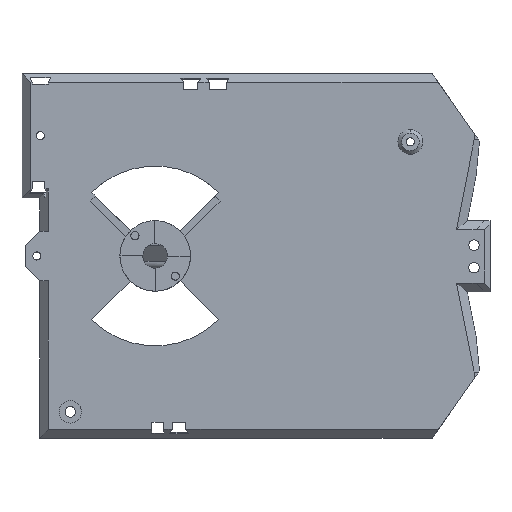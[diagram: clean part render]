
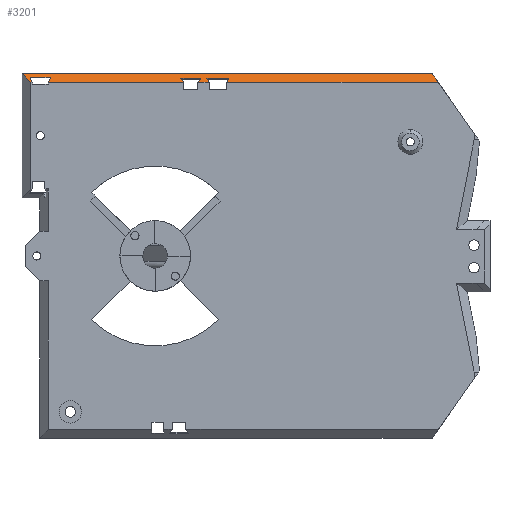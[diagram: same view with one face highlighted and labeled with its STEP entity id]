
A CAD part, top view. The second image highlights one B-rep face of the part: STEP entity #3201.
In plain terms, the highlighted planar face has unit normal (0, 0.707, 0.707).
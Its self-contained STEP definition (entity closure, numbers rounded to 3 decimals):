
#26 = DIRECTION ( 'NONE',  ( -0.444, -0.634, 0.634 ) ) ;
#94 = CARTESIAN_POINT ( 'NONE',  ( 128.732, 79.111, -49.95 ) ) ;
#128 = PLANE ( 'NONE',  #655 ) ;
#139 = DIRECTION ( 'NONE',  ( -0.445, 0.633, -0.633 ) ) ;
#172 = EDGE_CURVE ( 'NONE', #1542, #1090, #1100, .T. ) ;
#196 = EDGE_LOOP ( 'NONE', ( #3098, #3112, #3293, #2629, #1471, #1860, #2167, #537, #282, #3106, #2511, #4185, #3534, #430, #1130, #2654 ) ) ;
#282 = ORIENTED_EDGE ( 'NONE', *, *, #3223, .F. ) ;
#328 = LINE ( 'NONE', #3152, #4378 ) ;
#376 = CARTESIAN_POINT ( 'NONE',  ( 126.232, 81.611, -52.45 ) ) ;
#381 = EDGE_CURVE ( 'NONE', #3962, #1387, #3360, .T. ) ;
#395 = EDGE_CURVE ( 'NONE', #4001, #2700, #934, .T. ) ;
#405 = CARTESIAN_POINT ( 'NONE',  ( 128.366, 80.611, -51.45 ) ) ;
#430 = ORIENTED_EDGE ( 'NONE', *, *, #3515, .T. ) ;
#438 = VERTEX_POINT ( 'NONE', #894 ) ;
#471 = CARTESIAN_POINT ( 'NONE',  ( 245., 79.111, -49.95 ) ) ;
#480 = DIRECTION ( 'NONE',  ( 0., -0.707, -0.707 ) ) ;
#537 = ORIENTED_EDGE ( 'NONE', *, *, #1655, .T. ) ;
#545 = DIRECTION ( 'NONE',  ( -1., 0., 0. ) ) ;
#554 = CARTESIAN_POINT ( 'NONE',  ( 176.108, 79.111, -49.95 ) ) ;
#583 = CARTESIAN_POINT ( 'NONE',  ( 245., 79.111, -49.95 ) ) ;
#591 = VECTOR ( 'NONE', #2265, 1000. ) ;
#655 = AXIS2_PLACEMENT_3D ( 'NONE', #4328, #480, #2234 ) ;
#674 = EDGE_CURVE ( 'NONE', #2476, #696, #1235, .T. ) ;
#696 = VERTEX_POINT ( 'NONE', #3754 ) ;
#718 = EDGE_CURVE ( 'NONE', #1387, #4476, #328, .T. ) ;
#768 = VECTOR ( 'NONE', #882, 1000. ) ;
#858 = EDGE_CURVE ( 'NONE', #2096, #1542, #4133, .T. ) ;
#882 = DIRECTION ( 'NONE',  ( 1., 0., 0. ) ) ;
#885 = EDGE_CURVE ( 'NONE', #3962, #2700, #3808, .T. ) ;
#894 = CARTESIAN_POINT ( 'NONE',  ( 178.683, 80.287, -51.127 ) ) ;
#934 = LINE ( 'NONE', #3051, #2953 ) ;
#975 = VERTEX_POINT ( 'NONE', #4419 ) ;
#1037 = VECTOR ( 'NONE', #545, 1000. ) ;
#1088 = LINE ( 'NONE', #2258, #2101 ) ;
#1090 = VERTEX_POINT ( 'NONE', #2297 ) ;
#1100 = LINE ( 'NONE', #2168, #4291 ) ;
#1130 = ORIENTED_EDGE ( 'NONE', *, *, #1769, .T. ) ;
#1232 = EDGE_CURVE ( 'NONE', #975, #2476, #2771, .T. ) ;
#1234 = CARTESIAN_POINT ( 'NONE',  ( 115.779, 48.188, -19.027 ) ) ;
#1235 = LINE ( 'NONE', #4089, #768 ) ;
#1243 = VECTOR ( 'NONE', #2477, 1000. ) ;
#1362 = CARTESIAN_POINT ( 'NONE',  ( 184.282, 79.111, -49.95 ) ) ;
#1387 = VERTEX_POINT ( 'NONE', #1395 ) ;
#1395 = CARTESIAN_POINT ( 'NONE',  ( 242.508, 81.611, -52.45 ) ) ;
#1428 = CARTESIAN_POINT ( 'NONE',  ( 129.232, 79.111, -49.95 ) ) ;
#1443 = VECTOR ( 'NONE', #1989, 1000. ) ;
#1471 = ORIENTED_EDGE ( 'NONE', *, *, #1923, .F. ) ;
#1542 = VERTEX_POINT ( 'NONE', #405 ) ;
#1545 = CARTESIAN_POINT ( 'NONE',  ( 179.282, 79.111, -49.95 ) ) ;
#1655 = EDGE_CURVE ( 'NONE', #1090, #2447, #2386, .T. ) ;
#1769 = EDGE_CURVE ( 'NONE', #438, #4001, #2847, .T. ) ;
#1782 = CARTESIAN_POINT ( 'NONE',  ( 171.284, 80.287, -51.127 ) ) ;
#1860 = ORIENTED_EDGE ( 'NONE', *, *, #858, .T. ) ;
#1861 = CARTESIAN_POINT ( 'NONE',  ( 142.842, 31.601, -2.441 ) ) ;
#1875 = CARTESIAN_POINT ( 'NONE',  ( 84.155, 123.688, -94.527 ) ) ;
#1900 = CARTESIAN_POINT ( 'NONE',  ( 157.556, 121.75, -92.589 ) ) ;
#1923 = EDGE_CURVE ( 'NONE', #2096, #2920, #3055, .T. ) ;
#1924 = VECTOR ( 'NONE', #4134, 1000. ) ;
#1935 = DIRECTION ( 'NONE',  ( -1., 0., 0. ) ) ;
#1989 = DIRECTION ( 'NONE',  ( -0.378, 0.655, -0.655 ) ) ;
#2030 = DIRECTION ( 'NONE',  ( -1., 0., 0. ) ) ;
#2056 = CARTESIAN_POINT ( 'NONE',  ( 184.282, 80.287, -51.127 ) ) ;
#2096 = VERTEX_POINT ( 'NONE', #1428 ) ;
#2101 = VECTOR ( 'NONE', #2952, 1000. ) ;
#2167 = ORIENTED_EDGE ( 'NONE', *, *, #172, .T. ) ;
#2168 = CARTESIAN_POINT ( 'NONE',  ( 0., 80.611, -51.45 ) ) ;
#2185 = EDGE_CURVE ( 'NONE', #2920, #4476, #3694, .T. ) ;
#2234 = DIRECTION ( 'NONE',  ( 1., 0., 0. ) ) ;
#2258 = CARTESIAN_POINT ( 'NONE',  ( 245., 79.111, -49.95 ) ) ;
#2265 = DIRECTION ( 'NONE',  ( -0.339, 0.665, -0.665 ) ) ;
#2268 = VECTOR ( 'NONE', #26, 1000. ) ;
#2283 = CARTESIAN_POINT ( 'NONE',  ( 184.882, 80.287, -51.127 ) ) ;
#2297 = CARTESIAN_POINT ( 'NONE',  ( 134.498, 80.611, -51.45 ) ) ;
#2386 = LINE ( 'NONE', #1234, #1924 ) ;
#2447 = VERTEX_POINT ( 'NONE', #3417 ) ;
#2476 = VERTEX_POINT ( 'NONE', #1782 ) ;
#2477 = DIRECTION ( 'NONE',  ( 1., 0., 0. ) ) ;
#2511 = ORIENTED_EDGE ( 'NONE', *, *, #674, .T. ) ;
#2610 = FACE_OUTER_BOUND ( 'NONE', #196, .T. ) ;
#2629 = ORIENTED_EDGE ( 'NONE', *, *, #2185, .F. ) ;
#2654 = ORIENTED_EDGE ( 'NONE', *, *, #395, .T. ) ;
#2700 = VERTEX_POINT ( 'NONE', #1362 ) ;
#2719 = CARTESIAN_POINT ( 'NONE',  ( 245., 79.111, -49.95 ) ) ;
#2734 = CARTESIAN_POINT ( 'NONE',  ( 109.533, 113.23, -84.07 ) ) ;
#2771 = LINE ( 'NONE', #4505, #4381 ) ;
#2847 = LINE ( 'NONE', #2056, #1243 ) ;
#2913 = VECTOR ( 'NONE', #2986, 1000. ) ;
#2920 = VERTEX_POINT ( 'NONE', #94 ) ;
#2952 = DIRECTION ( 'NONE',  ( -1., 0., 0. ) ) ;
#2953 = VECTOR ( 'NONE', #2987, 1000. ) ;
#2957 = VECTOR ( 'NONE', #2030, 1000. ) ;
#2986 = DIRECTION ( 'NONE',  ( -0.577, 0.577, -0.577 ) ) ;
#2987 = DIRECTION ( 'NONE',  ( -0.339, -0.665, 0.665 ) ) ;
#3047 = VERTEX_POINT ( 'NONE', #554 ) ;
#3051 = CARTESIAN_POINT ( 'NONE',  ( 164.237, 39.769, -10.609 ) ) ;
#3055 = LINE ( 'NONE', #471, #3059 ) ;
#3059 = VECTOR ( 'NONE', #1935, 1000. ) ;
#3098 = ORIENTED_EDGE ( 'NONE', *, *, #885, .F. ) ;
#3106 = ORIENTED_EDGE ( 'NONE', *, *, #1232, .T. ) ;
#3112 = ORIENTED_EDGE ( 'NONE', *, *, #381, .T. ) ;
#3152 = CARTESIAN_POINT ( 'NONE',  ( 0., 81.611, -52.45 ) ) ;
#3172 = VERTEX_POINT ( 'NONE', #1545 ) ;
#3201 = ADVANCED_FACE ( 'NONE', ( #2610 ), #128, .F. ) ;
#3223 = EDGE_CURVE ( 'NONE', #975, #2447, #1088, .T. ) ;
#3243 = LINE ( 'NONE', #1861, #2268 ) ;
#3293 = ORIENTED_EDGE ( 'NONE', *, *, #718, .T. ) ;
#3360 = LINE ( 'NONE', #4098, #4587 ) ;
#3417 = CARTESIAN_POINT ( 'NONE',  ( 133.632, 79.111, -49.95 ) ) ;
#3515 = EDGE_CURVE ( 'NONE', #3172, #438, #4028, .T. ) ;
#3534 = ORIENTED_EDGE ( 'NONE', *, *, #3805, .F. ) ;
#3694 = LINE ( 'NONE', #1875, #2913 ) ;
#3754 = CARTESIAN_POINT ( 'NONE',  ( 176.932, 80.287, -51.127 ) ) ;
#3805 = EDGE_CURVE ( 'NONE', #3172, #3047, #4538, .T. ) ;
#3808 = LINE ( 'NONE', #583, #2957 ) ;
#3856 = CARTESIAN_POINT ( 'NONE',  ( 244.262, 79.111, -49.95 ) ) ;
#3962 = VERTEX_POINT ( 'NONE', #3856 ) ;
#3981 = EDGE_CURVE ( 'NONE', #696, #3047, #3243, .T. ) ;
#4001 = VERTEX_POINT ( 'NONE', #2283 ) ;
#4028 = LINE ( 'NONE', #1900, #591 ) ;
#4089 = CARTESIAN_POINT ( 'NONE',  ( 176.809, 80.287, -51.127 ) ) ;
#4098 = CARTESIAN_POINT ( 'NONE',  ( 194.587, 149.892, -120.731 ) ) ;
#4133 = LINE ( 'NONE', #2734, #1443 ) ;
#4134 = DIRECTION ( 'NONE',  ( -0.378, -0.655, 0.655 ) ) ;
#4185 = ORIENTED_EDGE ( 'NONE', *, *, #3981, .T. ) ;
#4291 = VECTOR ( 'NONE', #4372, 1000. ) ;
#4328 = CARTESIAN_POINT ( 'NONE',  ( 0., 81.611, -52.45 ) ) ;
#4372 = DIRECTION ( 'NONE',  ( 1., 0., 0. ) ) ;
#4378 = VECTOR ( 'NONE', #4651, 1000. ) ;
#4381 = VECTOR ( 'NONE', #4481, 1000. ) ;
#4419 = CARTESIAN_POINT ( 'NONE',  ( 172.108, 79.111, -49.95 ) ) ;
#4476 = VERTEX_POINT ( 'NONE', #376 ) ;
#4481 = DIRECTION ( 'NONE',  ( -0.444, 0.634, -0.634 ) ) ;
#4505 = CARTESIAN_POINT ( 'NONE',  ( 136.818, 129.511, -100.35 ) ) ;
#4538 = LINE ( 'NONE', #2719, #1037 ) ;
#4587 = VECTOR ( 'NONE', #139, 1000. ) ;
#4651 = DIRECTION ( 'NONE',  ( -1., 0., 0. ) ) ;
